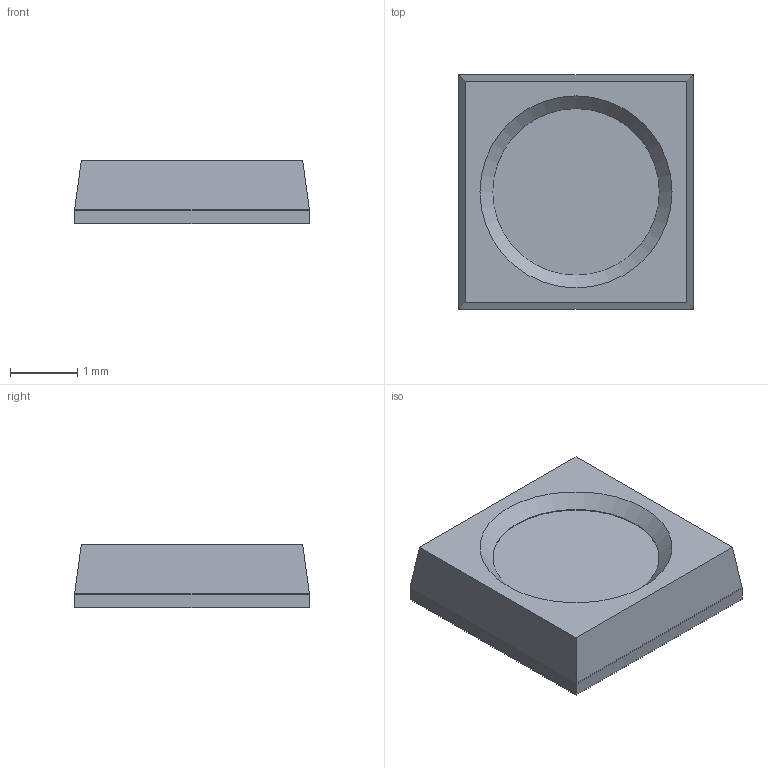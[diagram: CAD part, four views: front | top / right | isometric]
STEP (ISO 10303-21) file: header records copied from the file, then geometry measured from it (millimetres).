
FILE_DESCRIPTION(('FreeCAD Model'),'2;1');
FILE_NAME('Open CASCADE Shape Model','2023-10-30T10:25:13',(''),(''), 'Open CASCADE STEP processor 7.6','FreeCAD','Unknown');
FILE_SCHEMA(('AUTOMOTIVE_DESIGN { 1 0 10303 214 1 1 1 1 }'));
Length unit declared in the file: millimetre
Products named in the file (3): neopixel; Body001; Body
Assembly tree (2 placements, depth 2):
  neopixel
    Body001
    Body
Bounding box: 3.5 x 3.5 x 0.95 mm (x, y, z)
Volume: 10 mm3; surface area: 61.5 mm2
Topology: 2 solids, 2 shells, 19 faces, 37 edges, 23 vertices
Faces by surface type: plane 17, cone 1, cylinder 1
Full cylindrical faces by diameter (mm): 2.484 x1
Entity records: 541 total; most frequent: DIRECTION 84, CARTESIAN_POINT 82, ORIENTED_EDGE 74, EDGE_CURVE 37, LINE 34, VECTOR 34, AXIS2_PLACEMENT_3D 25, VERTEX_POINT 23
